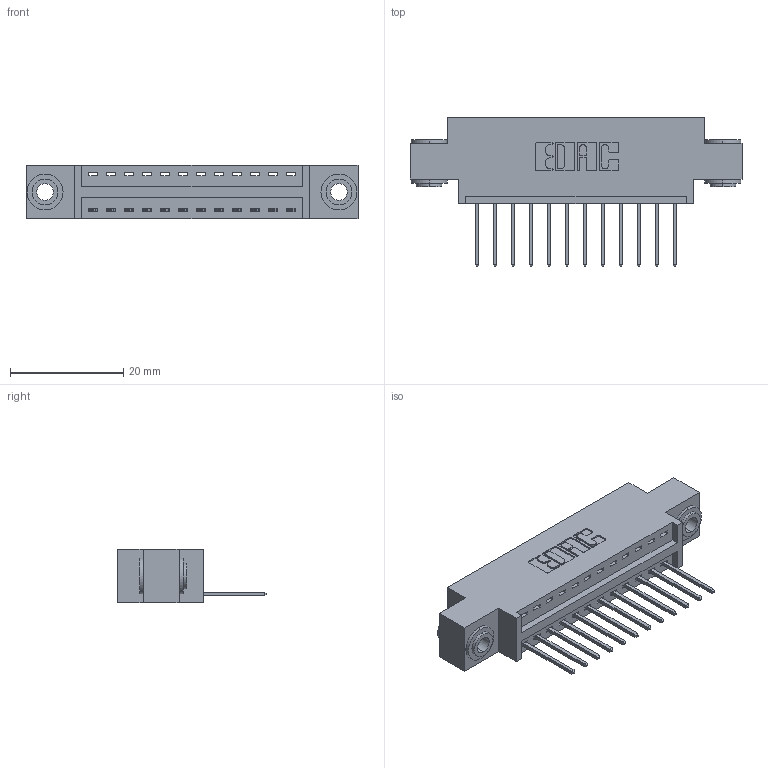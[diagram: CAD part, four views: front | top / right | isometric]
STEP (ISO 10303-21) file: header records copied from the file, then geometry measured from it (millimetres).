
FILE_DESCRIPTION (( 'STEP AP203' ), '1' );
FILE_NAME ('346-012-522-603.STEP', '2022-05-05T02:42:47', ( '' ), ( '' ), 'SwSTEP 2.0', 'SolidWorks 2020', '' );
FILE_SCHEMA (( 'CONFIG_CONTROL_DESIGN' ));
Length unit declared in the file: inch
Products named in the file (4): 346 Part_0.170 Offset - 0.156 Dia-TH; 345-250-002_345-250-002-102; 345-292-001_345-293-122; 346-012-522-603
Assembly tree (15 placements, depth 2):
  346-012-522-603
    346 Part_0.170 Offset - 0.156 Dia-TH
    345-292-001_345-293-122  x12
    345-250-002_345-250-002-102  x2
Bounding box: 58.67 x 26.42 x 9.4 mm (x, y, z)
Volume: 5257.9 mm3; surface area: 6703.9 mm2
Topology: 15 solids, 15 shells, 874 faces, 2565 edges, 1690 vertices
Faces by surface type: plane 584, cylinder 282, cone 8
Entity records: 12702 total; most frequent: CARTESIAN_POINT 2169, ORIENTED_EDGE 2106, DIRECTION 1979, EDGE_CURVE 1053, LINE 849, VECTOR 849, VERTEX_POINT 698, AXIS2_PLACEMENT_3D 565
